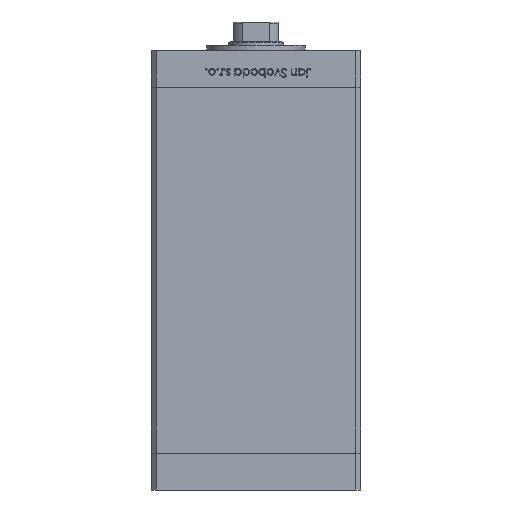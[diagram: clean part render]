
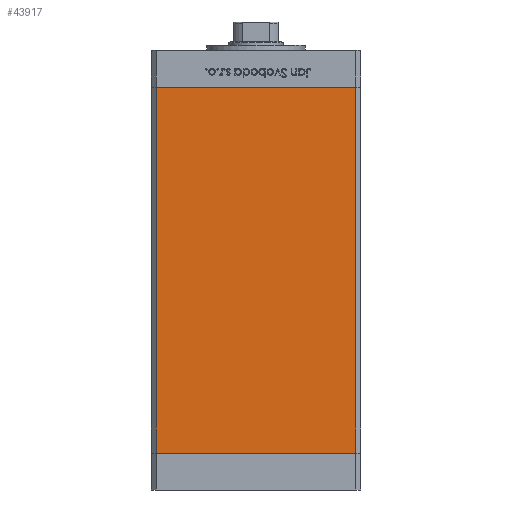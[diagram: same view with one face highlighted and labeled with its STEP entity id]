
A CAD part, front view. The second image highlights one B-rep face of the part: STEP entity #43917.
In plain terms, the highlighted planar face has unit normal (0, -1, 0).
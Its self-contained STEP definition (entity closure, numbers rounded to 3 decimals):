
#1397 = CARTESIAN_POINT ( 'NONE',  ( 40.5, -37.5, 148.5 ) ) ;
#3625 = DIRECTION ( 'NONE',  ( 0., 0., 1. ) ) ;
#6062 = ORIENTED_EDGE ( 'NONE', *, *, #21452, .F. ) ;
#7071 = VECTOR ( 'NONE', #13713, 1000. ) ;
#7579 = FACE_OUTER_BOUND ( 'NONE', #50701, .T. ) ;
#11526 = LINE ( 'NONE', #11786, #35374 ) ;
#11786 = CARTESIAN_POINT ( 'NONE',  ( 40.5, -37.5, 148.5 ) ) ;
#12083 = PLANE ( 'NONE',  #51564 ) ;
#12573 = LINE ( 'NONE', #44747, #24581 ) ;
#13713 = DIRECTION ( 'NONE',  ( 1., 0., 0. ) ) ;
#15130 = VERTEX_POINT ( 'NONE', #40982 ) ;
#20187 = DIRECTION ( 'NONE',  ( 1., 0., 0. ) ) ;
#21452 = EDGE_CURVE ( 'NONE', #23415, #49162, #21604, .T. ) ;
#21604 = LINE ( 'NONE', #36506, #7071 ) ;
#23415 = VERTEX_POINT ( 'NONE', #23935 ) ;
#23935 = CARTESIAN_POINT ( 'NONE',  ( -40.5, -37.5, 148.5 ) ) ;
#24181 = DIRECTION ( 'NONE',  ( 0., 1., 0. ) ) ;
#24581 = VECTOR ( 'NONE', #45007, 1000. ) ;
#27557 = CARTESIAN_POINT ( 'NONE',  ( -40.5, -37.5, 0. ) ) ;
#27617 = CARTESIAN_POINT ( 'NONE',  ( -40.5, -37.5, 148.5 ) ) ;
#34255 = ORIENTED_EDGE ( 'NONE', *, *, #46486, .T. ) ;
#35281 = VERTEX_POINT ( 'NONE', #27557 ) ;
#35374 = VECTOR ( 'NONE', #43687, 1000. ) ;
#36506 = CARTESIAN_POINT ( 'NONE',  ( -40.5, -37.5, 148.5 ) ) ;
#37506 = EDGE_CURVE ( 'NONE', #49162, #15130, #11526, .T. ) ;
#40255 = LINE ( 'NONE', #44475, #43953 ) ;
#40982 = CARTESIAN_POINT ( 'NONE',  ( 40.5, -37.5, 0. ) ) ;
#43687 = DIRECTION ( 'NONE',  ( 0., 0., -1. ) ) ;
#43917 = ADVANCED_FACE ( 'NONE', ( #7579 ), #12083, .F. ) ;
#43953 = VECTOR ( 'NONE', #20187, 1000. ) ;
#44475 = CARTESIAN_POINT ( 'NONE',  ( -40.5, -37.5, 0. ) ) ;
#44747 = CARTESIAN_POINT ( 'NONE',  ( -40.5, -37.5, 148.5 ) ) ;
#45007 = DIRECTION ( 'NONE',  ( 0., 0., -1. ) ) ;
#46486 = EDGE_CURVE ( 'NONE', #35281, #15130, #40255, .T. ) ;
#47587 = EDGE_CURVE ( 'NONE', #23415, #35281, #12573, .T. ) ;
#49162 = VERTEX_POINT ( 'NONE', #1397 ) ;
#49520 = ORIENTED_EDGE ( 'NONE', *, *, #47587, .T. ) ;
#50701 = EDGE_LOOP ( 'NONE', ( #34255, #51499, #6062, #49520 ) ) ;
#51499 = ORIENTED_EDGE ( 'NONE', *, *, #37506, .F. ) ;
#51564 = AXIS2_PLACEMENT_3D ( 'NONE', #27617, #24181, #3625 ) ;
